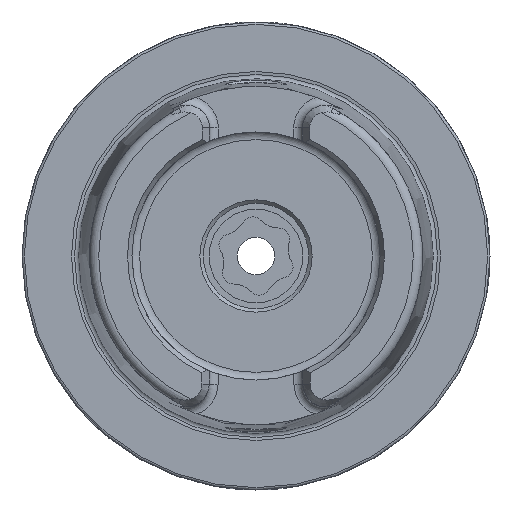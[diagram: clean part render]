
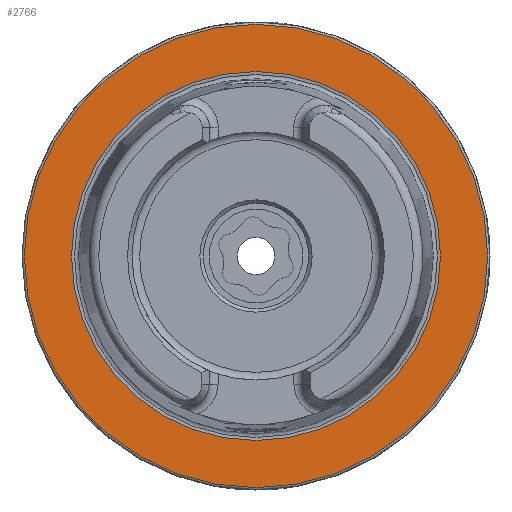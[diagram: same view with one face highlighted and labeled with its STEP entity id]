
A CAD part, left-side view. The second image highlights one B-rep face of the part: STEP entity #2766.
In plain terms, the highlighted planar face has unit normal (-1, 0, 0).
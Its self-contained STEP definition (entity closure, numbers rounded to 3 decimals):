
#263 = DIRECTION ( 'NONE',  ( 0., -1., 0. ) ) ;
#845 = AXIS2_PLACEMENT_3D ( 'NONE', #6251, #5086, #1422 ) ;
#1089 = EDGE_CURVE ( 'NONE', #7394, #7394, #2032, .T. ) ;
#1422 = DIRECTION ( 'NONE',  ( 0., -1., 0. ) ) ;
#1539 = ORIENTED_EDGE ( 'NONE', *, *, #1089, .T. ) ;
#1719 = DIRECTION ( 'NONE',  ( 1., 0., 0. ) ) ;
#1845 = CARTESIAN_POINT ( 'NONE',  ( 0., 49.5, 0. ) ) ;
#1964 = DIRECTION ( 'NONE',  ( -1., 0., 0. ) ) ;
#2005 = EDGE_LOOP ( 'NONE', ( #4758 ) ) ;
#2032 = CIRCLE ( 'NONE', #3033, 49.5 ) ;
#2182 = CARTESIAN_POINT ( 'NONE',  ( 0., -39.414, 0. ) ) ;
#2766 = ADVANCED_FACE ( 'NONE', ( #6055, #5983 ), #5451, .F. ) ;
#3033 = AXIS2_PLACEMENT_3D ( 'NONE', #5637, #1964, #263 ) ;
#4206 = CIRCLE ( 'NONE', #845, 39.414 ) ;
#4214 = DIRECTION ( 'NONE',  ( 0., 1., 0. ) ) ;
#4758 = ORIENTED_EDGE ( 'NONE', *, *, #4865, .F. ) ;
#4865 = EDGE_CURVE ( 'NONE', #7585, #7585, #4206, .T. ) ;
#5086 = DIRECTION ( 'NONE',  ( -1., 0., 0. ) ) ;
#5451 = PLANE ( 'NONE',  #5894 ) ;
#5637 = CARTESIAN_POINT ( 'NONE',  ( 0., 0., 0. ) ) ;
#5894 = AXIS2_PLACEMENT_3D ( 'NONE', #1845, #1719, #4214 ) ;
#5983 = FACE_OUTER_BOUND ( 'NONE', #6473, .T. ) ;
#6055 = FACE_BOUND ( 'NONE', #2005, .T. ) ;
#6251 = CARTESIAN_POINT ( 'NONE',  ( 0., 0., 0. ) ) ;
#6473 = EDGE_LOOP ( 'NONE', ( #1539 ) ) ;
#6784 = CARTESIAN_POINT ( 'NONE',  ( 0., -49.5, 0. ) ) ;
#7394 = VERTEX_POINT ( 'NONE', #6784 ) ;
#7585 = VERTEX_POINT ( 'NONE', #2182 ) ;
